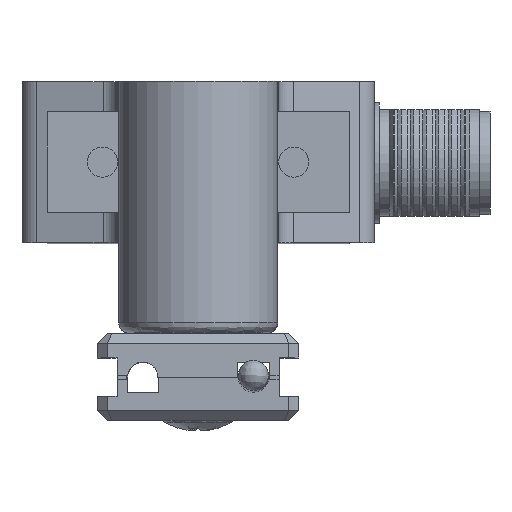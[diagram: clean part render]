
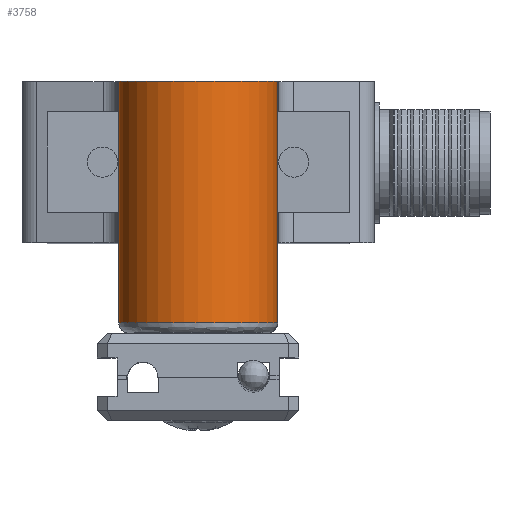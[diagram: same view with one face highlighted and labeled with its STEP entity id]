
A CAD part, top view. The second image highlights one B-rep face of the part: STEP entity #3758.
In plain terms, the highlighted cylindrical face has radius 7.9 mm (diameter 15.8 mm), a full revolution.
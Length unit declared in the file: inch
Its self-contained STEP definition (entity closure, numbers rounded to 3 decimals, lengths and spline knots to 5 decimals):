
#286 = VERTEX_POINT ( 'NONE', #7814 ) ;
#660 = EDGE_CURVE ( 'NONE', #10117, #7987, #8247, .T. ) ;
#748 = CIRCLE ( 'NONE', #10434, 0.31102 ) ;
#802 = DIRECTION ( 'NONE',  ( 0., -1., 0. ) ) ;
#1497 = ORIENTED_EDGE ( 'NONE', *, *, #660, .T. ) ;
#1714 = CARTESIAN_POINT ( 'NONE',  ( 0., -0.62992, 0.70866 ) ) ;
#1827 = EDGE_CURVE ( 'NONE', #286, #5970, #6690, .T. ) ;
#1944 = CARTESIAN_POINT ( 'NONE',  ( 0.31102, 0., 0.70866 ) ) ;
#2513 = ORIENTED_EDGE ( 'NONE', *, *, #3482, .T. ) ;
#3482 = EDGE_CURVE ( 'NONE', #7987, #286, #8652, .T. ) ;
#3654 = VECTOR ( 'NONE', #6637, 39.37008 ) ;
#3758 = ADVANCED_FACE ( 'NONE', ( #4332, #8152 ), #5348, .T. ) ;
#4022 = DIRECTION ( 'NONE',  ( 0., 1., 0. ) ) ;
#4332 = FACE_OUTER_BOUND ( 'NONE', #7652, .T. ) ;
#4410 = DIRECTION ( 'NONE',  ( 1., 0., 0. ) ) ;
#4559 = DIRECTION ( 'NONE',  ( 1., 0., 0. ) ) ;
#4853 = CARTESIAN_POINT ( 'NONE',  ( 0.31102, -0.94488, 0.70866 ) ) ;
#5313 = CARTESIAN_POINT ( 'NONE',  ( 0., 0., 0.70866 ) ) ;
#5348 = CYLINDRICAL_SURFACE ( 'NONE', #6569, 0.31102 ) ;
#5557 = DIRECTION ( 'NONE',  ( 0., 1., 0. ) ) ;
#5683 = ORIENTED_EDGE ( 'NONE', *, *, #9742, .T. ) ;
#5970 = VERTEX_POINT ( 'NONE', #6309 ) ;
#6309 = CARTESIAN_POINT ( 'NONE',  ( -0.31102, -0.62992, 0.70866 ) ) ;
#6569 = AXIS2_PLACEMENT_3D ( 'NONE', #7253, #7143, #10904 ) ;
#6637 = DIRECTION ( 'NONE',  ( 0., -1., 0. ) ) ;
#6690 = LINE ( 'NONE', #8433, #3654 ) ;
#6977 = CARTESIAN_POINT ( 'NONE',  ( 0.31102, 0., 0.70866 ) ) ;
#7143 = DIRECTION ( 'NONE',  ( 0., -1., 0. ) ) ;
#7253 = CARTESIAN_POINT ( 'NONE',  ( 0., 0., 0.70866 ) ) ;
#7429 = VERTEX_POINT ( 'NONE', #4853 ) ;
#7493 = DIRECTION ( 'NONE',  ( 1., 0., 0. ) ) ;
#7631 = ORIENTED_EDGE ( 'NONE', *, *, #1827, .T. ) ;
#7652 = EDGE_LOOP ( 'NONE', ( #5683, #1497, #2513, #7631 ) ) ;
#7814 = CARTESIAN_POINT ( 'NONE',  ( -0.31102, 0., 0.70866 ) ) ;
#7987 = VERTEX_POINT ( 'NONE', #6977 ) ;
#7989 = CIRCLE ( 'NONE', #10081, 0.31102 ) ;
#8152 = FACE_OUTER_BOUND ( 'NONE', #8444, .T. ) ;
#8211 = EDGE_CURVE ( 'NONE', #7429, #7429, #748, .T. ) ;
#8247 = LINE ( 'NONE', #1944, #10243 ) ;
#8433 = CARTESIAN_POINT ( 'NONE',  ( -0.31102, 0., 0.70866 ) ) ;
#8444 = EDGE_LOOP ( 'NONE', ( #8798 ) ) ;
#8552 = CARTESIAN_POINT ( 'NONE',  ( 0., -0.94488, 0.70866 ) ) ;
#8652 = CIRCLE ( 'NONE', #10177, 0.31102 ) ;
#8798 = ORIENTED_EDGE ( 'NONE', *, *, #8211, .T. ) ;
#8973 = DIRECTION ( 'NONE',  ( 0., -1., 0. ) ) ;
#9742 = EDGE_CURVE ( 'NONE', #5970, #10117, #7989, .T. ) ;
#10081 = AXIS2_PLACEMENT_3D ( 'NONE', #1714, #8973, #4559 ) ;
#10117 = VERTEX_POINT ( 'NONE', #10196 ) ;
#10177 = AXIS2_PLACEMENT_3D ( 'NONE', #5313, #802, #4410 ) ;
#10196 = CARTESIAN_POINT ( 'NONE',  ( 0.31102, -0.62992, 0.70866 ) ) ;
#10243 = VECTOR ( 'NONE', #5557, 39.37008 ) ;
#10434 = AXIS2_PLACEMENT_3D ( 'NONE', #8552, #4022, #7493 ) ;
#10904 = DIRECTION ( 'NONE',  ( 1., 0., 0. ) ) ;
